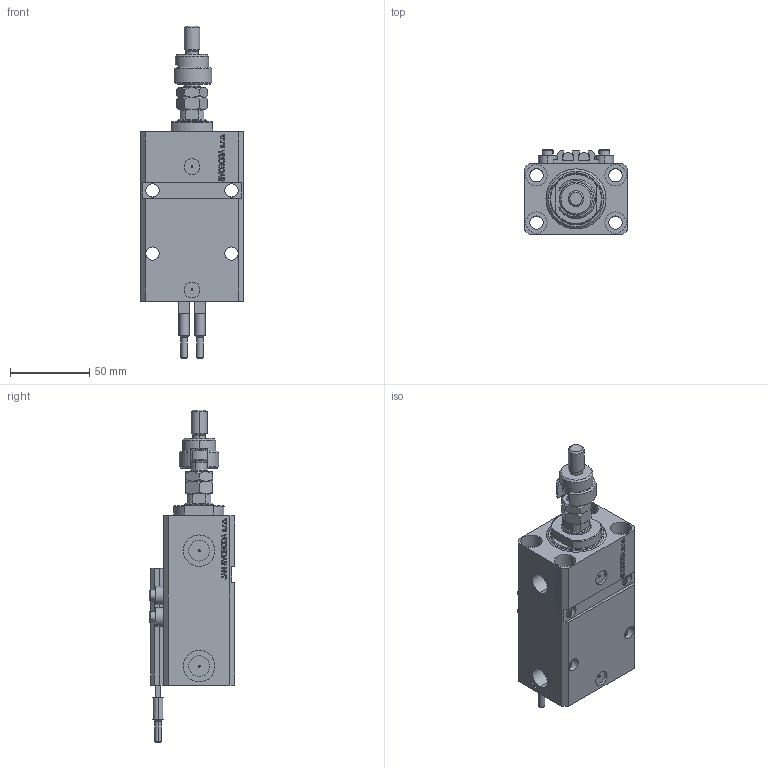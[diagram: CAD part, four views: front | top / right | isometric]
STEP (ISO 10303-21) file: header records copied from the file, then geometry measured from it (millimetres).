
FILE_DESCRIPTION (( 'STEP AP203' ), '1' );
FILE_NAME ('9d2f.STEP', '2025-03-12T16:09:21', ( '' ), ( '' ), 'SwSTEP 2.0', 'SolidWorks 2019', '' );
FILE_SCHEMA (( 'CONFIG_CONTROL_DESIGN' ));
Length unit declared in the file: millimetre
Products named in the file (9): 9d2f; FEMALE_PART_FOR_DFA e0343185d82eaec107efd4fd49952c7b; V250CE_VC_E e0343185d82eaec107efd4fd49952c7b; V250CE_E_Body e0343185d82eaec107efd4fd49952c7b; V250CE_C_VCP e0343185d82eaec107efd4fd49952c7b; MFA e0343185d82eaec107efd4fd49952c7b; ALLEN BOLT V250CE e0343185d82eaec107efd4fd49952c7b; DFA e0343185d82eaec107efd4fd49952c7b; SWITCH_V250CE e0343185d82eaec107efd4fd49952c7b
Assembly tree (12 placements, depth 3):
  9d2f
    V250CE_E_Body e0343185d82eaec107efd4fd49952c7b
    ALLEN BOLT V250CE e0343185d82eaec107efd4fd49952c7b  x4
    V250CE_C_VCP e0343185d82eaec107efd4fd49952c7b
    V250CE_VC_E e0343185d82eaec107efd4fd49952c7b
    DFA e0343185d82eaec107efd4fd49952c7b
      FEMALE_PART_FOR_DFA e0343185d82eaec107efd4fd49952c7b
      MFA e0343185d82eaec107efd4fd49952c7b
    SWITCH_V250CE e0343185d82eaec107efd4fd49952c7b  x2
Bounding box: 65 x 54 x 210 mm (x, y, z)
Volume: 285150.6 mm3; surface area: 86208.1 mm2
Topology: 12 solids, 12 shells, 1240 faces, 3045 edges, 1940 vertices
Faces by surface type: plane 575, bspline 360, cylinder 183, cone 100, torus 22
Entity records: 51851 total; most frequent: CARTESIAN_POINT 26109, ORIENTED_EDGE 5672, DIRECTION 3924, EDGE_CURVE 2836, VERTEX_POINT 1826, VECTOR 1642, LINE 1642, EDGE_LOOP 1286
